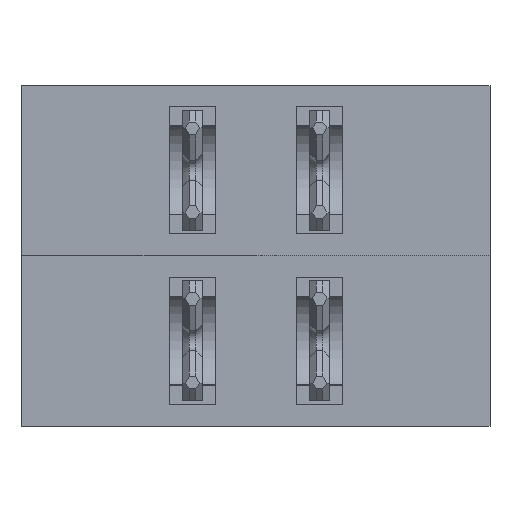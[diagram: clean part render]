
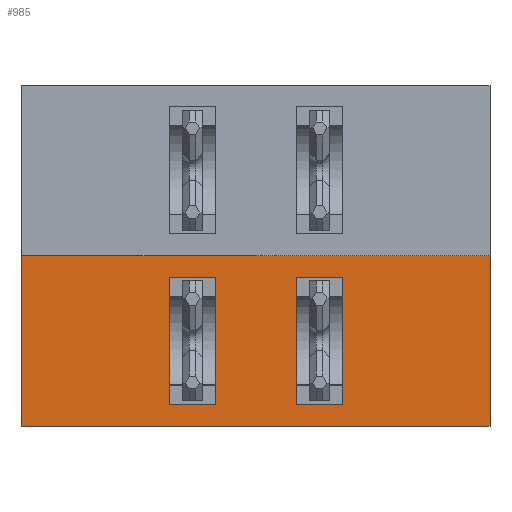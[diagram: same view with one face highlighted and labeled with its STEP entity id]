
A CAD part, front view. The second image highlights one B-rep face of the part: STEP entity #985.
In plain terms, the highlighted planar face has unit normal (0, -1, 0).
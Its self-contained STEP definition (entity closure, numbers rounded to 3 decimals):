
#985 = ADVANCED_FACE( '', ( #2265, #2266, #2267 ), #2268, .F. );
#2265 = FACE_OUTER_BOUND( '', #3857, .T. );
#2266 = FACE_BOUND( '', #3858, .T. );
#2267 = FACE_BOUND( '', #3859, .T. );
#2268 = PLANE( '', #3860 );
#3857 = EDGE_LOOP( '', ( #6785, #6786, #6787, #6788 ) );
#3858 = EDGE_LOOP( '', ( #6789, #6790, #6791, #6792 ) );
#3859 = EDGE_LOOP( '', ( #6793, #6794, #6795, #6796 ) );
#3860 = AXIS2_PLACEMENT_3D( '', #6797, #6798, #6799 );
#6785 = ORIENTED_EDGE( '', *, *, #11041, .T. );
#6786 = ORIENTED_EDGE( '', *, *, #11042, .F. );
#6787 = ORIENTED_EDGE( '', *, *, #11043, .F. );
#6788 = ORIENTED_EDGE( '', *, *, #10989, .T. );
#6789 = ORIENTED_EDGE( '', *, *, #11044, .F. );
#6790 = ORIENTED_EDGE( '', *, *, #11045, .F. );
#6791 = ORIENTED_EDGE( '', *, *, #11046, .F. );
#6792 = ORIENTED_EDGE( '', *, *, #11047, .F. );
#6793 = ORIENTED_EDGE( '', *, *, #11048, .F. );
#6794 = ORIENTED_EDGE( '', *, *, #11049, .F. );
#6795 = ORIENTED_EDGE( '', *, *, #10793, .F. );
#6796 = ORIENTED_EDGE( '', *, *, #11050, .F. );
#6797 = CARTESIAN_POINT( '', ( 5.2, -16.102, 7.62 ) );
#6798 = DIRECTION( '', ( 0., 1., 0. ) );
#6799 = DIRECTION( '', ( 1., 0., 0. ) );
#10793 = EDGE_CURVE( '', #13445, #13446, #13447, .T. );
#10989 = EDGE_CURVE( '', #13728, #13725, #13729, .T. );
#11041 = EDGE_CURVE( '', #13725, #13804, #13805, .T. );
#11042 = EDGE_CURVE( '', #13806, #13804, #13807, .T. );
#11043 = EDGE_CURVE( '', #13728, #13806, #13808, .T. );
#11044 = EDGE_CURVE( '', #13809, #13810, #13811, .T. );
#11045 = EDGE_CURVE( '', #13812, #13809, #13813, .T. );
#11046 = EDGE_CURVE( '', #13814, #13812, #13815, .T. );
#11047 = EDGE_CURVE( '', #13810, #13814, #13816, .T. );
#11048 = EDGE_CURVE( '', #13817, #13818, #13819, .T. );
#11049 = EDGE_CURVE( '', #13446, #13817, #13820, .T. );
#11050 = EDGE_CURVE( '', #13818, #13445, #13821, .T. );
#13445 = VERTEX_POINT( '', #17144 );
#13446 = VERTEX_POINT( '', #17145 );
#13447 = LINE( '', #17146, #17147 );
#13725 = VERTEX_POINT( '', #17564 );
#13728 = VERTEX_POINT( '', #17568 );
#13729 = LINE( '', #17569, #17570 );
#13804 = VERTEX_POINT( '', #17683 );
#13805 = LINE( '', #17684, #17685 );
#13806 = VERTEX_POINT( '', #17686 );
#13807 = LINE( '', #17687, #17688 );
#13808 = LINE( '', #17689, #17690 );
#13809 = VERTEX_POINT( '', #17691 );
#13810 = VERTEX_POINT( '', #17692 );
#13811 = LINE( '', #17693, #17694 );
#13812 = VERTEX_POINT( '', #17695 );
#13813 = LINE( '', #17696, #17697 );
#13814 = VERTEX_POINT( '', #17698 );
#13815 = LINE( '', #17699, #17700 );
#13816 = LINE( '', #17701, #17702 );
#13817 = VERTEX_POINT( '', #17703 );
#13818 = VERTEX_POINT( '', #17704 );
#13819 = LINE( '', #17705, #17706 );
#13820 = LINE( '', #17707, #17708 );
#13821 = LINE( '', #17709, #17710 );
#17144 = CARTESIAN_POINT( '', ( 1.1, -16.102, 2.228 ) );
#17145 = CARTESIAN_POINT( '', ( 0.4, -16.102, 2.228 ) );
#17146 = CARTESIAN_POINT( '', ( 1.7, -16.102, 2.228 ) );
#17147 = VECTOR( '', #20235, 1000. );
#17564 = CARTESIAN_POINT( '', ( -1.8, -16.102, 2.548 ) );
#17568 = CARTESIAN_POINT( '', ( 5.2, -16.102, 2.548 ) );
#17569 = CARTESIAN_POINT( '', ( 1.7, -16.102, 2.548 ) );
#17570 = VECTOR( '', #20406, 1000. );
#17683 = CARTESIAN_POINT( '', ( -1.8, -16.102, 0. ) );
#17684 = CARTESIAN_POINT( '', ( -1.8, -16.102, 7.62 ) );
#17685 = VECTOR( '', #20451, 1000. );
#17686 = CARTESIAN_POINT( '', ( 5.2, -16.102, 0. ) );
#17687 = CARTESIAN_POINT( '', ( 5.2, -16.102, 0. ) );
#17688 = VECTOR( '', #20452, 1000. );
#17689 = CARTESIAN_POINT( '', ( 5.2, -16.102, 7.62 ) );
#17690 = VECTOR( '', #20453, 1000. );
#17691 = CARTESIAN_POINT( '', ( 3., -16.102, 0.328 ) );
#17692 = CARTESIAN_POINT( '', ( 3., -16.102, 2.228 ) );
#17693 = CARTESIAN_POINT( '', ( 3., -16.102, 7.62 ) );
#17694 = VECTOR( '', #20454, 1000. );
#17695 = CARTESIAN_POINT( '', ( 2.3, -16.102, 0.328 ) );
#17696 = CARTESIAN_POINT( '', ( 1.7, -16.102, 0.328 ) );
#17697 = VECTOR( '', #20455, 1000. );
#17698 = CARTESIAN_POINT( '', ( 2.3, -16.102, 2.228 ) );
#17699 = CARTESIAN_POINT( '', ( 2.3, -16.102, 7.62 ) );
#17700 = VECTOR( '', #20456, 1000. );
#17701 = CARTESIAN_POINT( '', ( 1.7, -16.102, 2.228 ) );
#17702 = VECTOR( '', #20457, 1000. );
#17703 = CARTESIAN_POINT( '', ( 0.4, -16.102, 0.328 ) );
#17704 = CARTESIAN_POINT( '', ( 1.1, -16.102, 0.328 ) );
#17705 = CARTESIAN_POINT( '', ( 1.7, -16.102, 0.328 ) );
#17706 = VECTOR( '', #20458, 1000. );
#17707 = CARTESIAN_POINT( '', ( 0.4, -16.102, 7.62 ) );
#17708 = VECTOR( '', #20459, 1000. );
#17709 = CARTESIAN_POINT( '', ( 1.1, -16.102, 7.62 ) );
#17710 = VECTOR( '', #20460, 1000. );
#20235 = DIRECTION( '', ( -1., 0., 0. ) );
#20406 = DIRECTION( '', ( -1., 0., 0. ) );
#20451 = DIRECTION( '', ( 0., 0., -1. ) );
#20452 = DIRECTION( '', ( -1., 0., 0. ) );
#20453 = DIRECTION( '', ( 0., 0., -1. ) );
#20454 = DIRECTION( '', ( 0., 0., 1. ) );
#20455 = DIRECTION( '', ( 1., 0., 0. ) );
#20456 = DIRECTION( '', ( 0., 0., -1. ) );
#20457 = DIRECTION( '', ( -1., 0., 0. ) );
#20458 = DIRECTION( '', ( 1., 0., 0. ) );
#20459 = DIRECTION( '', ( 0., 0., -1. ) );
#20460 = DIRECTION( '', ( 0., 0., 1. ) );
